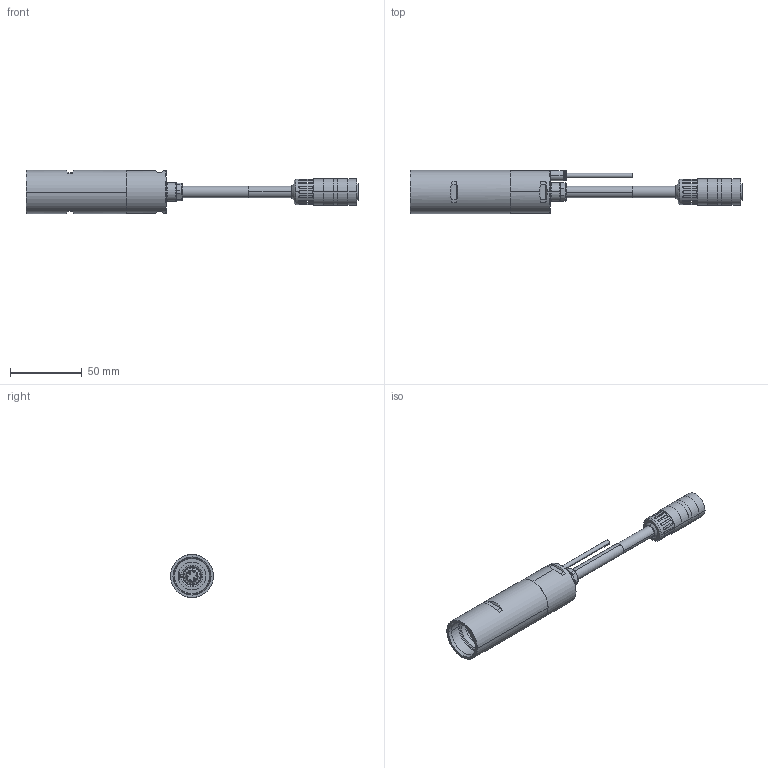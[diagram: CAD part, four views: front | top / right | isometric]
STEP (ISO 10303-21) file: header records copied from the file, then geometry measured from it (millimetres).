
FILE_DESCRIPTION (( 'STEP AP203' ), '1' );
FILE_NAME ('EM-3080J.STEP', '2016-12-05T05:44:48', ( '株式会社ナカニシ' ), ( '' ), 'SwSTEP 2.0', 'SolidWorks 2013', '' );
FILE_SCHEMA (( 'CONFIG_CONTROL_DESIGN' ));
Length unit declared in the file: millimetre
Products named in the file (1): EM-3080J
Bounding box: 231.3 x 30 x 30 mm (x, y, z)
Surface area: 20925.5 mm2 (no closed solid volume)
Topology: 0 solids, 12 shells, 265 faces, 669 edges, 432 vertices
Faces by surface type: plane 121, cylinder 90, cone 48, torus 6
Entity records: 8218 total; most frequent: CARTESIAN_POINT 1741, DIRECTION 1397, ORIENTED_EDGE 1221, EDGE_CURVE 669, AXIS2_PLACEMENT_3D 528, VERTEX_POINT 432, LINE 341, VECTOR 341
